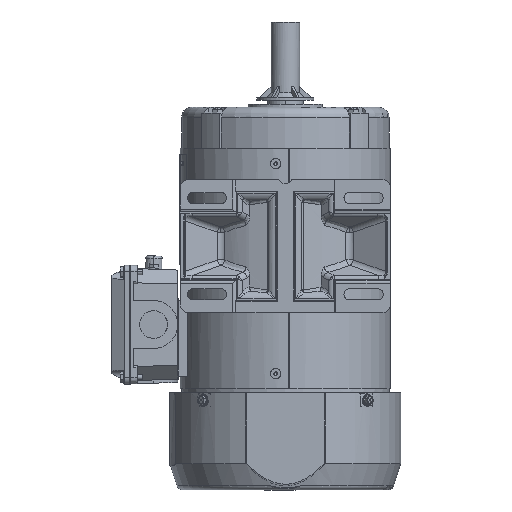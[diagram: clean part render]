
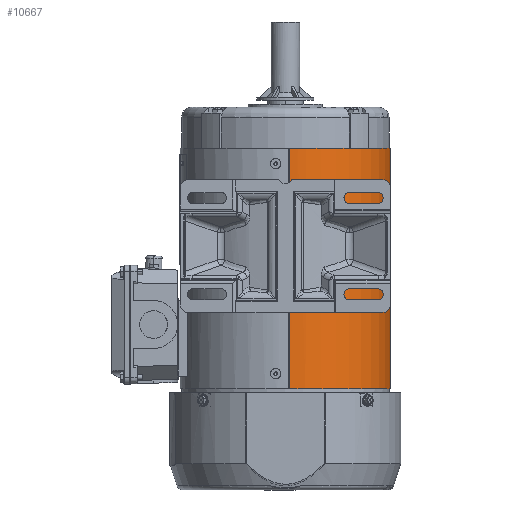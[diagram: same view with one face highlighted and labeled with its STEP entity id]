
A CAD part, front view. The second image highlights one B-rep face of the part: STEP entity #10667.
In plain terms, the highlighted cylindrical face has radius 83 mm (diameter 166 mm), a partial arc.
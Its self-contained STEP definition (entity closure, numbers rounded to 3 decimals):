
#2640 = CARTESIAN_POINT ( 'NONE',  ( 329.855, -190., -121.623 ) ) ;
#4433 = CARTESIAN_POINT ( 'NONE',  ( 313.472, 0., -142.317 ) ) ;
#5578 = B_SPLINE_CURVE_WITH_KNOTS ( 'NONE', 3,
 ( #68583, #13337, #96450, #41233, #105639, #50447, #114940, #59725, #4433, #68978, #13742, #78250, #23006, #87588, #32315, #96836, #41622, #106044 ),
 .UNSPECIFIED., .F., .F.,
 ( 4, 2, 2, 2, 2, 2, 2, 2, 4 ),
 ( 0., 0.03, 0.061, 0.091, 0.122, 0.152, 0.183, 0.213, 0.244 ),
 .UNSPECIFIED. ) ;
#7313 = ORIENTED_EDGE ( 'NONE', *, *, #9224, .T. ) ;
#7507 = VECTOR ( 'NONE', #88475, 1000. ) ;
#9224 = EDGE_CURVE ( 'NONE', #59605, #16900, #23201, .T. ) ;
#10667 = ADVANCED_FACE ( 'NONE', ( #100890 ), #51825, .T. ) ;
#10696 = CARTESIAN_POINT ( 'NONE',  ( 340.283, 0., -81. ) ) ;
#11921 = CARTESIAN_POINT ( 'NONE',  ( 320.806, -190., -134.683 ) ) ;
#13337 = CARTESIAN_POINT ( 'NONE',  ( 265.903, 0., -163.721 ) ) ;
#13742 = CARTESIAN_POINT ( 'NONE',  ( 324.107, 0., -130.513 ) ) ;
#16900 = VERTEX_POINT ( 'NONE', #58292 ) ;
#19399 = DIRECTION ( 'NONE',  ( 1., 0., 0. ) ) ;
#21182 = CARTESIAN_POINT ( 'NONE',  ( 309.438, -190., -145.783 ) ) ;
#23006 = CARTESIAN_POINT ( 'NONE',  ( 332.303, 0., -116.902 ) ) ;
#23201 = LINE ( 'NONE', #25076, #42008 ) ;
#25076 = CARTESIAN_POINT ( 'NONE',  ( 260.614, -95., -163.933 ) ) ;
#28693 = DIRECTION ( 'NONE',  ( 0., 1., 0. ) ) ;
#30490 = CARTESIAN_POINT ( 'NONE',  ( 296.167, -190., -154.519 ) ) ;
#32315 = CARTESIAN_POINT ( 'NONE',  ( 337.762, 0., -101.981 ) ) ;
#39811 = CARTESIAN_POINT ( 'NONE',  ( 281.477, -190., -160.572 ) ) ;
#41233 = CARTESIAN_POINT ( 'NONE',  ( 281.477, 0., -160.572 ) ) ;
#41622 = CARTESIAN_POINT ( 'NONE',  ( 340.283, 0., -86.293 ) ) ;
#42008 = VECTOR ( 'NONE', #71049, 1000. ) ;
#46841 = CARTESIAN_POINT ( 'NONE',  ( 257.283, -190., -81. ) ) ;
#48634 = CARTESIAN_POINT ( 'NONE',  ( 337.762, -190., -101.981 ) ) ;
#49044 = CARTESIAN_POINT ( 'NONE',  ( 265.903, -190., -163.721 ) ) ;
#50447 = CARTESIAN_POINT ( 'NONE',  ( 296.167, 0., -154.519 ) ) ;
#51825 = CYLINDRICAL_SURFACE ( 'NONE', #107607, 83. ) ;
#55970 = CARTESIAN_POINT ( 'NONE',  ( 260.614, -190., -163.933 ) ) ;
#57902 = CARTESIAN_POINT ( 'NONE',  ( 332.303, -190., -116.902 ) ) ;
#58292 = CARTESIAN_POINT ( 'NONE',  ( 260.614, 0., -163.933 ) ) ;
#59605 = VERTEX_POINT ( 'NONE', #55970 ) ;
#59725 = CARTESIAN_POINT ( 'NONE',  ( 309.438, 0., -145.783 ) ) ;
#60394 = ORIENTED_EDGE ( 'NONE', *, *, #81634, .F. ) ;
#61665 = EDGE_CURVE ( 'NONE', #70424, #59605, #112781, .T. ) ;
#62192 = EDGE_CURVE ( 'NONE', #16900, #89271, #5578, .T. ) ;
#62381 = LINE ( 'NONE', #69449, #7507 ) ;
#67160 = CARTESIAN_POINT ( 'NONE',  ( 324.107, -190., -130.513 ) ) ;
#68583 = CARTESIAN_POINT ( 'NONE',  ( 260.614, 0., -163.933 ) ) ;
#68978 = CARTESIAN_POINT ( 'NONE',  ( 320.806, 0., -134.683 ) ) ;
#69449 = CARTESIAN_POINT ( 'NONE',  ( 340.283, -190., -81. ) ) ;
#70424 = VERTEX_POINT ( 'NONE', #90800 ) ;
#71049 = DIRECTION ( 'NONE',  ( 0., 1., 0. ) ) ;
#76064 = CARTESIAN_POINT ( 'NONE',  ( 340.283, -190., -86.293 ) ) ;
#76452 = CARTESIAN_POINT ( 'NONE',  ( 313.472, -190., -142.317 ) ) ;
#78250 = CARTESIAN_POINT ( 'NONE',  ( 329.855, 0., -121.623 ) ) ;
#81634 = EDGE_CURVE ( 'NONE', #70424, #89271, #62381, .T. ) ;
#85761 = CARTESIAN_POINT ( 'NONE',  ( 300.786, -190., -151.884 ) ) ;
#87588 = CARTESIAN_POINT ( 'NONE',  ( 336.256, 0., -107.081 ) ) ;
#88475 = DIRECTION ( 'NONE',  ( 0., 1., 0. ) ) ;
#89271 = VERTEX_POINT ( 'NONE', #10696 ) ;
#90800 = CARTESIAN_POINT ( 'NONE',  ( 340.283, -190., -81. ) ) ;
#95029 = CARTESIAN_POINT ( 'NONE',  ( 286.512, -190., -158.863 ) ) ;
#96450 = CARTESIAN_POINT ( 'NONE',  ( 271.172, 0., -163.001 ) ) ;
#96836 = CARTESIAN_POINT ( 'NONE',  ( 339.775, 0., -91.587 ) ) ;
#100890 = FACE_OUTER_BOUND ( 'NONE', #115299, .T. ) ;
#101063 = ORIENTED_EDGE ( 'NONE', *, *, #62192, .T. ) ;
#103856 = CARTESIAN_POINT ( 'NONE',  ( 339.775, -190., -91.587 ) ) ;
#104231 = CARTESIAN_POINT ( 'NONE',  ( 271.172, -190., -163.001 ) ) ;
#105639 = CARTESIAN_POINT ( 'NONE',  ( 286.512, 0., -158.863 ) ) ;
#106044 = CARTESIAN_POINT ( 'NONE',  ( 340.283, 0., -81. ) ) ;
#107607 = AXIS2_PLACEMENT_3D ( 'NONE', #46841, #28693, #19399 ) ;
#108807 = ORIENTED_EDGE ( 'NONE', *, *, #61665, .T. ) ;
#112731 = CARTESIAN_POINT ( 'NONE',  ( 340.283, -190., -81. ) ) ;
#112781 = B_SPLINE_CURVE_WITH_KNOTS ( 'NONE', 3,
 ( #112731, #76064, #103856, #48634, #113124, #57902, #2640, #67160, #11921, #76452, #21182, #85761, #30490, #95029, #39811, #104231, #49044, #113520 ),
 .UNSPECIFIED., .F., .F.,
 ( 4, 2, 2, 2, 2, 2, 2, 2, 4 ),
 ( 0.756, 0.787, 0.817, 0.848, 0.878, 0.909, 0.939, 0.97, 1. ),
 .UNSPECIFIED. ) ;
#113124 = CARTESIAN_POINT ( 'NONE',  ( 336.256, -190., -107.081 ) ) ;
#113520 = CARTESIAN_POINT ( 'NONE',  ( 260.614, -190., -163.933 ) ) ;
#114940 = CARTESIAN_POINT ( 'NONE',  ( 300.786, 0., -151.884 ) ) ;
#115299 = EDGE_LOOP ( 'NONE', ( #60394, #108807, #7313, #101063 ) ) ;
